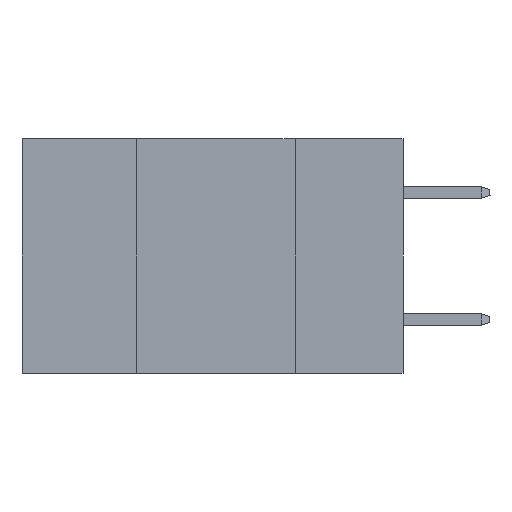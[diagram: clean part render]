
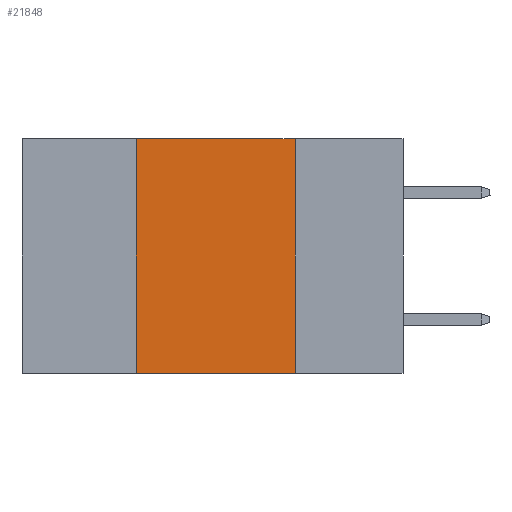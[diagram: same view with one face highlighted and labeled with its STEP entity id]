
A CAD part, left-side view. The second image highlights one B-rep face of the part: STEP entity #21848.
In plain terms, the highlighted planar face has unit normal (-1, 0, 0).
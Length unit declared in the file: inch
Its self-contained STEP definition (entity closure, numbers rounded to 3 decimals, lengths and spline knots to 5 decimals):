
#381 = CARTESIAN_POINT ( 'NONE',  ( 0., 0.6, 0. ) ) ;
#478 = VERTEX_POINT ( 'NONE', #13760 ) ;
#549 = VECTOR ( 'NONE', #15397, 39.37008 ) ;
#1348 = VERTEX_POINT ( 'NONE', #28301 ) ;
#2236 = EDGE_CURVE ( 'NONE', #15602, #1348, #4396, .T. ) ;
#2626 = CARTESIAN_POINT ( 'NONE',  ( 0., 0.6, -0.37 ) ) ;
#4396 = LINE ( 'NONE', #2626, #13335 ) ;
#4585 = ORIENTED_EDGE ( 'NONE', *, *, #26105, .F. ) ;
#4606 = DIRECTION ( 'NONE',  ( 0., 0., -1. ) ) ;
#6608 = DIRECTION ( 'NONE',  ( 0., 0., -1. ) ) ;
#7240 = AXIS2_PLACEMENT_3D ( 'NONE', #13715, #11817, #6608 ) ;
#9117 = FACE_OUTER_BOUND ( 'NONE', #14477, .T. ) ;
#9314 = ORIENTED_EDGE ( 'NONE', *, *, #11000, .F. ) ;
#11000 = EDGE_CURVE ( 'NONE', #15908, #478, #17608, .T. ) ;
#11817 = DIRECTION ( 'NONE',  ( 1., 0., 0. ) ) ;
#13324 = LINE ( 'NONE', #30544, #28037 ) ;
#13335 = VECTOR ( 'NONE', #19850, 39.37008 ) ;
#13715 = CARTESIAN_POINT ( 'NONE',  ( 0., 0.6, 0. ) ) ;
#13760 = CARTESIAN_POINT ( 'NONE',  ( 0., 0.17, 0. ) ) ;
#14477 = EDGE_LOOP ( 'NONE', ( #22268, #9314, #4585, #24023 ) ) ;
#15397 = DIRECTION ( 'NONE',  ( 0., -1., 0. ) ) ;
#15602 = VERTEX_POINT ( 'NONE', #26971 ) ;
#15908 = VERTEX_POINT ( 'NONE', #16940 ) ;
#16687 = PLANE ( 'NONE',  #7240 ) ;
#16940 = CARTESIAN_POINT ( 'NONE',  ( 0., 0.42, 0. ) ) ;
#17608 = LINE ( 'NONE', #381, #549 ) ;
#19850 = DIRECTION ( 'NONE',  ( 0., -1., 0. ) ) ;
#21848 = ADVANCED_FACE ( 'NONE', ( #9117 ), #16687, .F. ) ;
#22268 = ORIENTED_EDGE ( 'NONE', *, *, #22393, .F. ) ;
#22393 = EDGE_CURVE ( 'NONE', #478, #1348, #28167, .T. ) ;
#22933 = DIRECTION ( 'NONE',  ( 0., 0., 1. ) ) ;
#24023 = ORIENTED_EDGE ( 'NONE', *, *, #2236, .T. ) ;
#26105 = EDGE_CURVE ( 'NONE', #15602, #15908, #13324, .T. ) ;
#26971 = CARTESIAN_POINT ( 'NONE',  ( 0., 0.42, -0.37 ) ) ;
#27950 = VECTOR ( 'NONE', #4606, 39.37008 ) ;
#28037 = VECTOR ( 'NONE', #22933, 39.37008 ) ;
#28167 = LINE ( 'NONE', #28315, #27950 ) ;
#28301 = CARTESIAN_POINT ( 'NONE',  ( 0., 0.17, -0.37 ) ) ;
#28315 = CARTESIAN_POINT ( 'NONE',  ( 0., 0.17, 0. ) ) ;
#30544 = CARTESIAN_POINT ( 'NONE',  ( 0., 0.42, 0. ) ) ;
